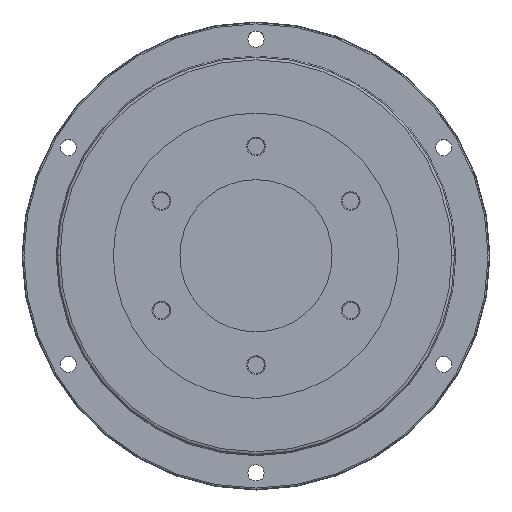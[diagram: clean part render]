
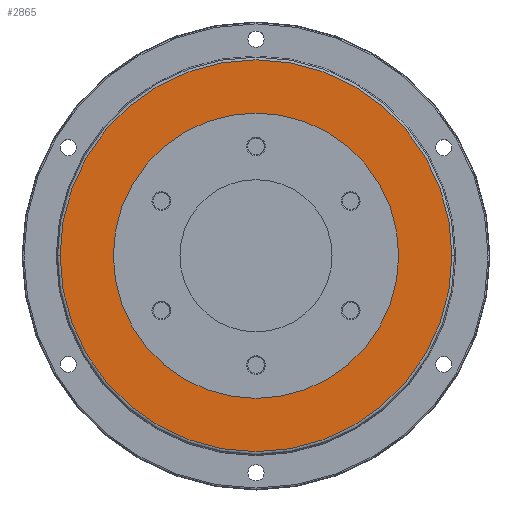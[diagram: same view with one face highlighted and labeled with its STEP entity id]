
A CAD part, top view. The second image highlights one B-rep face of the part: STEP entity #2865.
In plain terms, the highlighted planar face has unit normal (0, 0, 1).
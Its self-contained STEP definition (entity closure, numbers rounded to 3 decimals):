
#883=CARTESIAN_POINT('',(0.,0.,85.));
#884=DIRECTION('',(0.,0.,1.));
#885=DIRECTION('',(1.,0.,0.));
#886=AXIS2_PLACEMENT_3D('',#883,#884,#885);
#888=CARTESIAN_POINT('',(0.,0.,85.));
#889=DIRECTION('',(0.,0.,1.));
#890=DIRECTION('',(-1.,0.,0.));
#891=AXIS2_PLACEMENT_3D('',#888,#889,#890);
#893=CARTESIAN_POINT('',(0.,0.,85.));
#894=DIRECTION('',(0.,0.,-1.));
#895=DIRECTION('',(1.,0.,0.));
#896=AXIS2_PLACEMENT_3D('',#893,#894,#895);
#898=CARTESIAN_POINT('',(0.,0.,85.));
#899=DIRECTION('',(0.,0.,-1.));
#900=DIRECTION('',(-1.,0.,0.));
#901=AXIS2_PLACEMENT_3D('',#898,#899,#900);
#1324=CARTESIAN_POINT('',(75.,0.,85.));
#1326=VERTEX_POINT('',#1324);
#1328=CARTESIAN_POINT('',(-75.,0.,85.));
#1330=VERTEX_POINT('',#1328);
#1336=CARTESIAN_POINT('',(-103.,0.,85.));
#1337=VERTEX_POINT('',#1336);
#1338=CARTESIAN_POINT('',(103.,0.,85.));
#1339=VERTEX_POINT('',#1338);
#2849=CARTESIAN_POINT('',(0.,0.,85.));
#2850=DIRECTION('',(0.,0.,1.));
#2851=DIRECTION('',(1.,0.,0.));
#2852=AXIS2_PLACEMENT_3D('',#2849,#2850,#2851);
#2853=PLANE('',#2852);
#2855=ORIENTED_EDGE('',*,*,#2854,.F.);
#2856=ORIENTED_EDGE('',*,*,#2839,.F.);
#2857=EDGE_LOOP('',(#2855,#2856));
#2858=FACE_OUTER_BOUND('',#2857,.F.);
#2860=ORIENTED_EDGE('',*,*,#2859,.F.);
#2862=ORIENTED_EDGE('',*,*,#2861,.F.);
#2863=EDGE_LOOP('',(#2860,#2862));
#2864=FACE_BOUND('',#2863,.F.);
#2865=ADVANCED_FACE('',(#2858,#2864),#2853,.T.);
#887=CIRCLE('',#886,103.);
#892=CIRCLE('',#891,103.);
#897=CIRCLE('',#896,75.);
#902=CIRCLE('',#901,75.);
#2839=EDGE_CURVE('',#1337,#1339,#892,.T.);
#2854=EDGE_CURVE('',#1339,#1337,#887,.T.);
#2859=EDGE_CURVE('',#1326,#1330,#897,.T.);
#2861=EDGE_CURVE('',#1330,#1326,#902,.T.);
